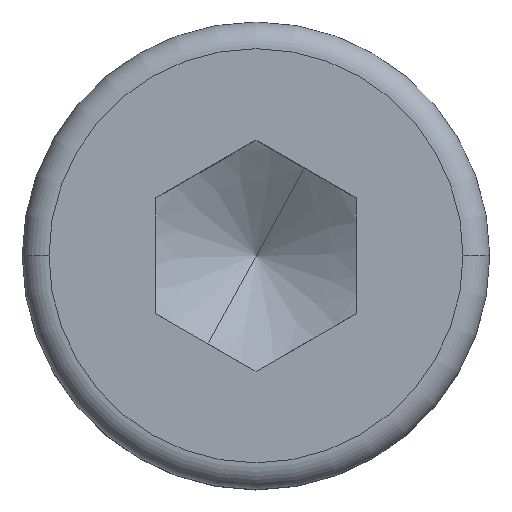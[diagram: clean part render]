
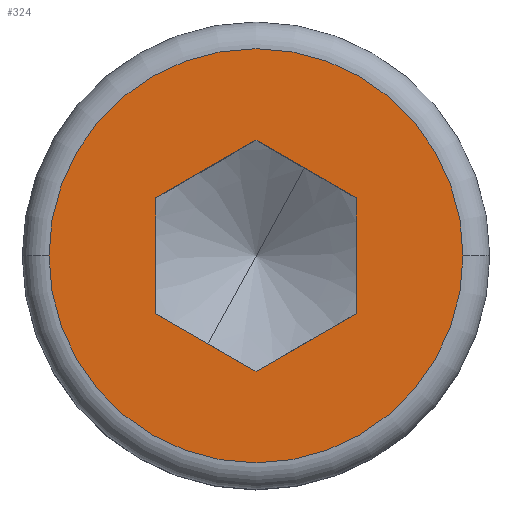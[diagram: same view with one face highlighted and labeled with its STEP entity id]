
A CAD part, top view. The second image highlights one B-rep face of the part: STEP entity #324.
In plain terms, the highlighted planar face has unit normal (0, 0, 1).
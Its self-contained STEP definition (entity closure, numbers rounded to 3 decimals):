
#238=AXIS2_PLACEMENT_3D('Circle Axis2P3D',#236,#237,$) ;
#255=AXIS2_PLACEMENT_3D('Circle Axis2P3D',#253,#254,$) ;
#268=AXIS2_PLACEMENT_3D('Plane Axis2P3D',#265,#266,#267) ;
#226=CARTESIAN_POINT('Vertex',(-3.1,0.,4.)) ;
#233=CARTESIAN_POINT('Vertex',(3.1,0.,4.)) ;
#236=CARTESIAN_POINT('Axis2P3D Location',(0.,0.,4.)) ;
#253=CARTESIAN_POINT('Axis2P3D Location',(0.,0.,4.)) ;
#265=CARTESIAN_POINT('Axis2P3D Location',(0.,0.,4.)) ;
#274=CARTESIAN_POINT('Line Origine',(0.75,-1.299,4.)) ;
#278=CARTESIAN_POINT('Vertex',(0.,-1.732,4.)) ;
#280=CARTESIAN_POINT('Vertex',(1.5,-0.866,4.)) ;
#283=CARTESIAN_POINT('Line Origine',(-0.75,-1.299,4.)) ;
#287=CARTESIAN_POINT('Vertex',(-1.5,-0.866,4.)) ;
#290=CARTESIAN_POINT('Line Origine',(-1.5,0.,4.)) ;
#294=CARTESIAN_POINT('Vertex',(-1.5,0.866,4.)) ;
#297=CARTESIAN_POINT('Line Origine',(-0.75,1.299,4.)) ;
#301=CARTESIAN_POINT('Vertex',(0.,1.732,4.)) ;
#304=CARTESIAN_POINT('Line Origine',(0.75,1.299,4.)) ;
#308=CARTESIAN_POINT('Vertex',(1.5,0.866,4.)) ;
#311=CARTESIAN_POINT('Line Origine',(1.5,0.,4.)) ;
#237=DIRECTION('Axis2P3D Direction',(0.,-0.,1.)) ;
#254=DIRECTION('Axis2P3D Direction',(0.,0.,1.)) ;
#266=DIRECTION('Axis2P3D Direction',(0.,0.,1.)) ;
#267=DIRECTION('Axis2P3D XDirection',(1.,0.,0.)) ;
#275=DIRECTION('Vector Direction',(0.866,0.5,0.)) ;
#284=DIRECTION('Vector Direction',(0.866,-0.5,0.)) ;
#291=DIRECTION('Vector Direction',(0.,-1.,0.)) ;
#298=DIRECTION('Vector Direction',(-0.866,-0.5,0.)) ;
#305=DIRECTION('Vector Direction',(-0.866,0.5,0.)) ;
#312=DIRECTION('Vector Direction',(0.,1.,0.)) ;
#276=VECTOR('Line Direction',#275,1.) ;
#285=VECTOR('Line Direction',#284,1.) ;
#292=VECTOR('Line Direction',#291,1.) ;
#299=VECTOR('Line Direction',#298,1.) ;
#306=VECTOR('Line Direction',#305,1.) ;
#313=VECTOR('Line Direction',#312,1.) ;
#271=ORIENTED_EDGE('',*,*,#240,.T.) ;
#272=ORIENTED_EDGE('',*,*,#257,.T.) ;
#317=ORIENTED_EDGE('',*,*,#282,.F.) ;
#318=ORIENTED_EDGE('',*,*,#289,.F.) ;
#319=ORIENTED_EDGE('',*,*,#296,.F.) ;
#320=ORIENTED_EDGE('',*,*,#303,.F.) ;
#321=ORIENTED_EDGE('',*,*,#310,.F.) ;
#322=ORIENTED_EDGE('',*,*,#315,.F.) ;
#323=FACE_BOUND('',#316,.T.) ;
#324=ADVANCED_FACE('Hauptk\X2\00F6\X0\rper',(#273,#323),#269,.T.) ;
#239=CIRCLE('generated circle',#238,3.1) ;
#256=CIRCLE('generated circle',#255,3.1) ;
#240=EDGE_CURVE('',#227,#234,#239,.T.) ;
#257=EDGE_CURVE('',#234,#227,#256,.T.) ;
#282=EDGE_CURVE('',#279,#281,#277,.T.) ;
#289=EDGE_CURVE('',#288,#279,#286,.T.) ;
#296=EDGE_CURVE('',#295,#288,#293,.T.) ;
#303=EDGE_CURVE('',#302,#295,#300,.T.) ;
#310=EDGE_CURVE('',#309,#302,#307,.T.) ;
#315=EDGE_CURVE('',#281,#309,#314,.T.) ;
#270=EDGE_LOOP('',(#271,#272)) ;
#316=EDGE_LOOP('',(#317,#318,#319,#320,#321,#322)) ;
#273=FACE_OUTER_BOUND('',#270,.T.) ;
#277=LINE('Line',#274,#276) ;
#286=LINE('Line',#283,#285) ;
#293=LINE('Line',#290,#292) ;
#300=LINE('Line',#297,#299) ;
#307=LINE('Line',#304,#306) ;
#314=LINE('Line',#311,#313) ;
#269=PLANE('',#268) ;
#227=VERTEX_POINT('',#226) ;
#234=VERTEX_POINT('',#233) ;
#279=VERTEX_POINT('',#278) ;
#281=VERTEX_POINT('',#280) ;
#288=VERTEX_POINT('',#287) ;
#295=VERTEX_POINT('',#294) ;
#302=VERTEX_POINT('',#301) ;
#309=VERTEX_POINT('',#308) ;
